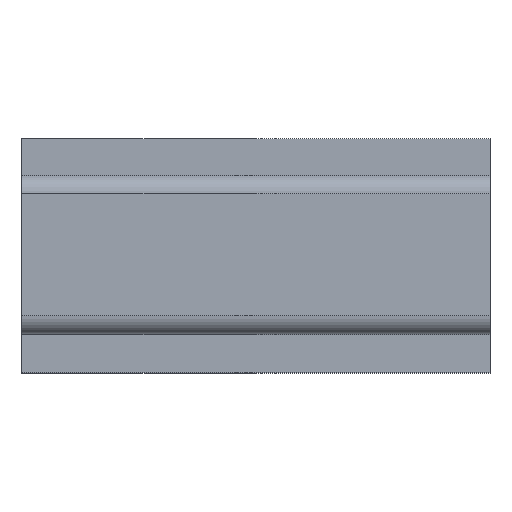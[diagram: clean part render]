
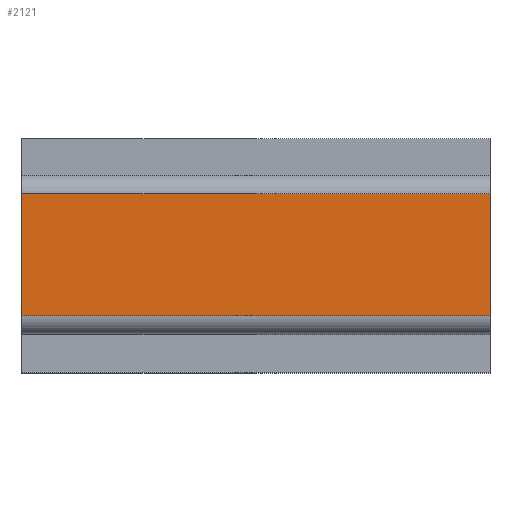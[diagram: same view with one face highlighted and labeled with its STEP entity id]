
A CAD part, top view. The second image highlights one B-rep face of the part: STEP entity #2121.
In plain terms, the highlighted planar face has unit normal (0, 0, 1).
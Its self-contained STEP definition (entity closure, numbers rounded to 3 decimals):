
#238=ORIENTED_EDGE('',*,*,#802,.F.);
#239=ORIENTED_EDGE('',*,*,#844,.T.);
#240=ORIENTED_EDGE('',*,*,#827,.T.);
#241=ORIENTED_EDGE('',*,*,#845,.T.);
#802=EDGE_CURVE('',#1117,#1118,#1315,.T.);
#827=EDGE_CURVE('',#1139,#1138,#1328,.T.);
#844=EDGE_CURVE('',#1117,#1139,#1344,.T.);
#845=EDGE_CURVE('',#1138,#1118,#1345,.F.);
#1117=VERTEX_POINT('',#3119);
#1118=VERTEX_POINT('',#3121);
#1138=VERTEX_POINT('',#3166);
#1139=VERTEX_POINT('',#3168);
#1315=LINE('',#3120,#1559);
#1328=LINE('',#3167,#1572);
#1344=LINE('',#3198,#1588);
#1345=LINE('',#3199,#1589);
#1559=VECTOR('',#2485,1000.);
#1572=VECTOR('',#2524,1000.);
#1588=VECTOR('',#2560,1000.);
#1589=VECTOR('',#2561,1000.);
#1789=EDGE_LOOP('',(#238,#239,#240,#241));
#1913=FACE_BOUND('',#1789,.T.);
#2036=PLANE('',#2285);
#2121=ADVANCED_FACE('',(#1913),#2036,.F.);
#2285=AXIS2_PLACEMENT_3D('',#3197,#2558,#2559);
#2485=DIRECTION('',(0.,1.,0.));
#2524=DIRECTION('',(0.,1.,0.));
#2558=DIRECTION('',(0.,0.,-1.));
#2559=DIRECTION('',(-1.,0.,0.));
#2560=DIRECTION('',(1.,0.,0.));
#2561=DIRECTION('',(1.,0.,0.));
#3119=CARTESIAN_POINT('',(-1.25,-0.325,4.));
#3120=CARTESIAN_POINT('',(-1.25,-0.425,4.));
#3121=CARTESIAN_POINT('',(-1.25,0.325,4.));
#3166=CARTESIAN_POINT('',(1.25,0.325,4.));
#3167=CARTESIAN_POINT('',(1.25,-0.425,4.));
#3168=CARTESIAN_POINT('',(1.25,-0.325,4.));
#3197=CARTESIAN_POINT('',(-1.25,-0.425,4.));
#3198=CARTESIAN_POINT('',(-1.25,-0.325,4.));
#3199=CARTESIAN_POINT('',(-1.25,0.325,4.));
